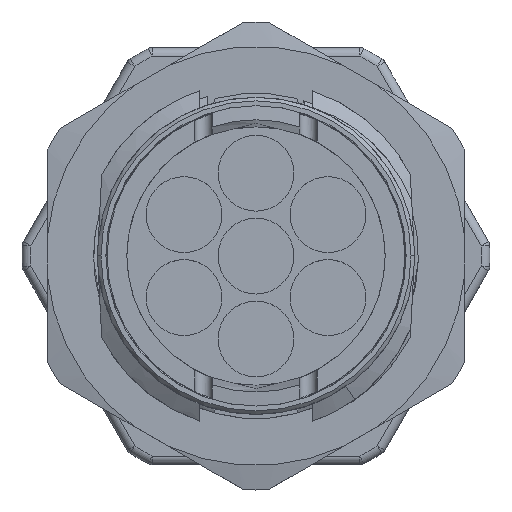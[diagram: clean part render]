
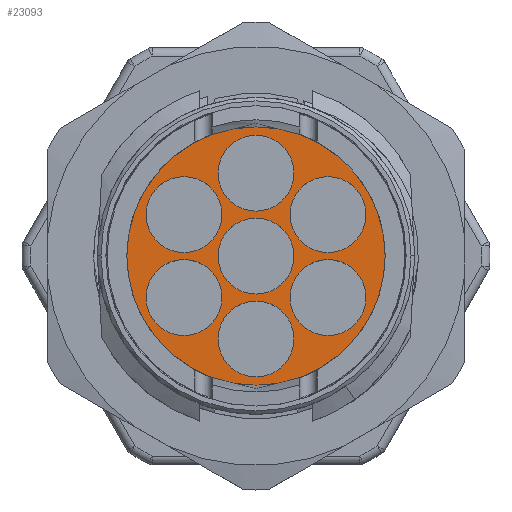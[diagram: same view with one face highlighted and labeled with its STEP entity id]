
A CAD part, top view. The second image highlights one B-rep face of the part: STEP entity #23093.
In plain terms, the highlighted planar face has unit normal (0, 0, 1).
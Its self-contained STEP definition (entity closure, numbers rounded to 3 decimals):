
#489=CARTESIAN_POINT('',(4.125,2.375,18.65));
#490=DIRECTION('',(0.,0.,1.));
#491=DIRECTION('',(0.,-1.,0.));
#492=AXIS2_PLACEMENT_3D('',#489,#490,#491);
#497=CARTESIAN_POINT('',(4.125,2.375,18.65));
#498=DIRECTION('',(0.,0.,1.));
#499=DIRECTION('',(0.,1.,0.));
#500=AXIS2_PLACEMENT_3D('',#497,#498,#499);
#505=CARTESIAN_POINT('',(4.125,-2.375,18.65));
#506=DIRECTION('',(0.,0.,1.));
#507=DIRECTION('',(0.,-1.,0.));
#508=AXIS2_PLACEMENT_3D('',#505,#506,#507);
#513=CARTESIAN_POINT('',(4.125,-2.375,18.65));
#514=DIRECTION('',(0.,0.,1.));
#515=DIRECTION('',(0.,1.,0.));
#516=AXIS2_PLACEMENT_3D('',#513,#514,#515);
#521=CARTESIAN_POINT('',(0.,-4.75,18.65));
#522=DIRECTION('',(0.,0.,1.));
#523=DIRECTION('',(0.,-1.,0.));
#524=AXIS2_PLACEMENT_3D('',#521,#522,#523);
#529=CARTESIAN_POINT('',(0.,-4.75,18.65));
#530=DIRECTION('',(0.,0.,1.));
#531=DIRECTION('',(0.,1.,0.));
#532=AXIS2_PLACEMENT_3D('',#529,#530,#531);
#537=CARTESIAN_POINT('',(0.,0.,18.65));
#538=DIRECTION('',(0.,0.,1.));
#539=DIRECTION('',(0.,-1.,0.));
#540=AXIS2_PLACEMENT_3D('',#537,#538,#539);
#545=CARTESIAN_POINT('',(0.,0.,18.65));
#546=DIRECTION('',(0.,0.,1.));
#547=DIRECTION('',(0.,1.,0.));
#548=AXIS2_PLACEMENT_3D('',#545,#546,#547);
#553=CARTESIAN_POINT('',(0.,4.75,18.65));
#554=DIRECTION('',(0.,0.,1.));
#555=DIRECTION('',(0.,-1.,0.));
#556=AXIS2_PLACEMENT_3D('',#553,#554,#555);
#561=CARTESIAN_POINT('',(0.,4.75,18.65));
#562=DIRECTION('',(0.,0.,1.));
#563=DIRECTION('',(0.,1.,0.));
#564=AXIS2_PLACEMENT_3D('',#561,#562,#563);
#569=CARTESIAN_POINT('',(-4.125,2.375,18.65));
#570=DIRECTION('',(0.,0.,1.));
#571=DIRECTION('',(0.,-1.,0.));
#572=AXIS2_PLACEMENT_3D('',#569,#570,#571);
#577=CARTESIAN_POINT('',(-4.125,2.375,18.65));
#578=DIRECTION('',(0.,0.,1.));
#579=DIRECTION('',(0.,1.,0.));
#580=AXIS2_PLACEMENT_3D('',#577,#578,#579);
#585=CARTESIAN_POINT('',(-4.125,-2.375,18.65));
#586=DIRECTION('',(0.,0.,1.));
#587=DIRECTION('',(0.,-1.,0.));
#588=AXIS2_PLACEMENT_3D('',#585,#586,#587);
#593=CARTESIAN_POINT('',(-4.125,-2.375,18.65));
#594=DIRECTION('',(0.,0.,1.));
#595=DIRECTION('',(0.,1.,0.));
#596=AXIS2_PLACEMENT_3D('',#593,#594,#595);
#601=CARTESIAN_POINT('',(0.,0.,18.65));
#602=DIRECTION('',(0.,0.,1.));
#603=DIRECTION('',(1.,0.,0.));
#604=AXIS2_PLACEMENT_3D('',#601,#602,#603);
#609=CARTESIAN_POINT('',(0.,0.,18.65));
#610=DIRECTION('',(0.,0.,1.));
#611=DIRECTION('',(-1.,0.,0.));
#612=AXIS2_PLACEMENT_3D('',#609,#610,#611);
#22211=CARTESIAN_POINT('',(4.125,0.2,18.65));
#22212=CARTESIAN_POINT('',(4.125,4.55,18.65));
#22213=VERTEX_POINT('',#22211);
#22214=VERTEX_POINT('',#22212);
#22215=CARTESIAN_POINT('',(4.125,-4.55,18.65));
#22216=CARTESIAN_POINT('',(4.125,-0.2,18.65));
#22217=VERTEX_POINT('',#22215);
#22218=VERTEX_POINT('',#22216);
#22219=CARTESIAN_POINT('',(0.,-6.925,18.65));
#22220=CARTESIAN_POINT('',(0.,-2.575,18.65));
#22221=VERTEX_POINT('',#22219);
#22222=VERTEX_POINT('',#22220);
#22223=CARTESIAN_POINT('',(0.,-2.175,18.65));
#22224=CARTESIAN_POINT('',(0.,2.175,18.65));
#22225=VERTEX_POINT('',#22223);
#22226=VERTEX_POINT('',#22224);
#22227=CARTESIAN_POINT('',(0.,2.575,18.65));
#22228=CARTESIAN_POINT('',(0.,6.925,18.65));
#22229=VERTEX_POINT('',#22227);
#22230=VERTEX_POINT('',#22228);
#22231=CARTESIAN_POINT('',(-4.125,0.2,18.65));
#22232=CARTESIAN_POINT('',(-4.125,4.55,18.65));
#22233=VERTEX_POINT('',#22231);
#22234=VERTEX_POINT('',#22232);
#22235=CARTESIAN_POINT('',(-4.125,-4.55,18.65));
#22236=CARTESIAN_POINT('',(-4.125,-0.2,18.65));
#22237=VERTEX_POINT('',#22235);
#22238=VERTEX_POINT('',#22236);
#22489=CARTESIAN_POINT('',(7.4,0.,18.65));
#22490=CARTESIAN_POINT('',(-7.4,0.,18.65));
#22491=VERTEX_POINT('',#22489);
#22492=VERTEX_POINT('',#22490);
#23041=CARTESIAN_POINT('',(0.,0.,18.65));
#23042=DIRECTION('',(0.,0.,1.));
#23043=DIRECTION('',(-1.,0.,0.));
#23044=AXIS2_PLACEMENT_3D('',#23041,#23042,#23043);
#23045=PLANE('',#23044);
#23047=ORIENTED_EDGE('',*,*,#23046,.F.);
#23049=ORIENTED_EDGE('',*,*,#23048,.F.);
#23050=EDGE_LOOP('',(#23047,#23049));
#23051=FACE_OUTER_BOUND('',#23050,.F.);
#23053=ORIENTED_EDGE('',*,*,#23052,.T.);
#23055=ORIENTED_EDGE('',*,*,#23054,.T.);
#23056=EDGE_LOOP('',(#23053,#23055));
#23057=FACE_BOUND('',#23056,.F.);
#23058=ORIENTED_EDGE('',*,*,#23024,.T.);
#23060=ORIENTED_EDGE('',*,*,#23059,.T.);
#23061=EDGE_LOOP('',(#23058,#23060));
#23062=FACE_BOUND('',#23061,.F.);
#23064=ORIENTED_EDGE('',*,*,#23063,.T.);
#23066=ORIENTED_EDGE('',*,*,#23065,.T.);
#23067=EDGE_LOOP('',(#23064,#23066));
#23068=FACE_BOUND('',#23067,.F.);
#23070=ORIENTED_EDGE('',*,*,#23069,.T.);
#23072=ORIENTED_EDGE('',*,*,#23071,.T.);
#23073=EDGE_LOOP('',(#23070,#23072));
#23074=FACE_BOUND('',#23073,.F.);
#23076=ORIENTED_EDGE('',*,*,#23075,.T.);
#23078=ORIENTED_EDGE('',*,*,#23077,.T.);
#23079=EDGE_LOOP('',(#23076,#23078));
#23080=FACE_BOUND('',#23079,.F.);
#23082=ORIENTED_EDGE('',*,*,#23081,.T.);
#23084=ORIENTED_EDGE('',*,*,#23083,.T.);
#23085=EDGE_LOOP('',(#23082,#23084));
#23086=FACE_BOUND('',#23085,.F.);
#23088=ORIENTED_EDGE('',*,*,#23087,.T.);
#23090=ORIENTED_EDGE('',*,*,#23089,.T.);
#23091=EDGE_LOOP('',(#23088,#23090));
#23092=FACE_BOUND('',#23091,.F.);
#23093=ADVANCED_FACE('',(#23051,#23057,#23062,#23068,#23074,#23080,#23086,
#23092),#23045,.T.);
#493=CIRCLE('',#492,2.175);
#501=CIRCLE('',#500,2.175);
#509=CIRCLE('',#508,2.175);
#517=CIRCLE('',#516,2.175);
#525=CIRCLE('',#524,2.175);
#533=CIRCLE('',#532,2.175);
#541=CIRCLE('',#540,2.175);
#549=CIRCLE('',#548,2.175);
#557=CIRCLE('',#556,2.175);
#565=CIRCLE('',#564,2.175);
#573=CIRCLE('',#572,2.175);
#581=CIRCLE('',#580,2.175);
#589=CIRCLE('',#588,2.175);
#597=CIRCLE('',#596,2.175);
#605=CIRCLE('',#604,7.4);
#613=CIRCLE('',#612,7.4);
#23024=EDGE_CURVE('',#22217,#22218,#509,.T.);
#23046=EDGE_CURVE('',#22491,#22492,#605,.T.);
#23048=EDGE_CURVE('',#22492,#22491,#613,.T.);
#23052=EDGE_CURVE('',#22213,#22214,#493,.T.);
#23054=EDGE_CURVE('',#22214,#22213,#501,.T.);
#23059=EDGE_CURVE('',#22218,#22217,#517,.T.);
#23063=EDGE_CURVE('',#22221,#22222,#525,.T.);
#23065=EDGE_CURVE('',#22222,#22221,#533,.T.);
#23069=EDGE_CURVE('',#22225,#22226,#541,.T.);
#23071=EDGE_CURVE('',#22226,#22225,#549,.T.);
#23075=EDGE_CURVE('',#22229,#22230,#557,.T.);
#23077=EDGE_CURVE('',#22230,#22229,#565,.T.);
#23081=EDGE_CURVE('',#22233,#22234,#573,.T.);
#23083=EDGE_CURVE('',#22234,#22233,#581,.T.);
#23087=EDGE_CURVE('',#22237,#22238,#589,.T.);
#23089=EDGE_CURVE('',#22238,#22237,#597,.T.);
